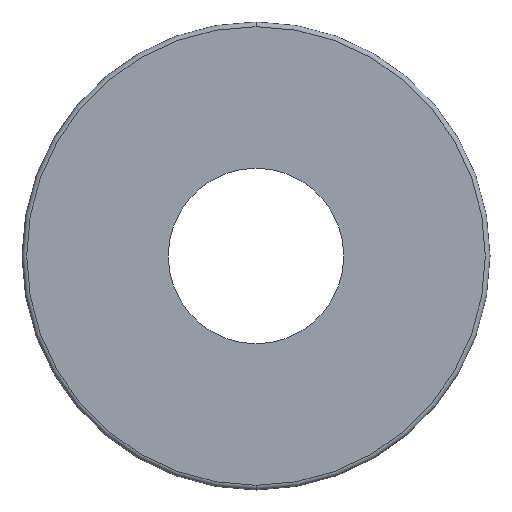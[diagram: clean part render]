
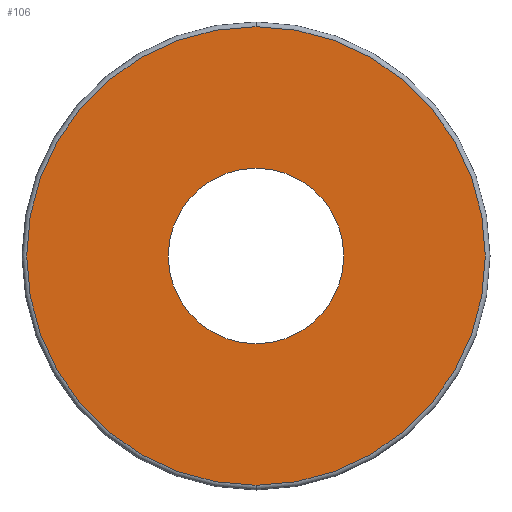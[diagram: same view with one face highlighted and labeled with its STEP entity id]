
A CAD part, front view. The second image highlights one B-rep face of the part: STEP entity #106.
In plain terms, the highlighted planar face has unit normal (0, -1, 0).
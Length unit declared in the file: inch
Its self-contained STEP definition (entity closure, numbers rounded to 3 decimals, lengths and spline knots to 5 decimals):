
#3 = AXIS2_PLACEMENT_3D ( 'NONE', #264, #233, #235 ) ;
#6 = DIRECTION ( 'NONE',  ( 0., -1., 0. ) ) ;
#22 = CARTESIAN_POINT ( 'NONE',  ( 0., 0.25769, -0.49 ) ) ;
#30 = DIRECTION ( 'NONE',  ( 0., 0., -1. ) ) ;
#31 = DIRECTION ( 'NONE',  ( 0., -1., 0. ) ) ;
#41 = CARTESIAN_POINT ( 'NONE',  ( 0., 0.25769, 0. ) ) ;
#55 = CARTESIAN_POINT ( 'NONE',  ( 0.1875, 0.25769, 0. ) ) ;
#73 = CARTESIAN_POINT ( 'NONE',  ( 0., 0.25769, 0. ) ) ;
#75 = CARTESIAN_POINT ( 'NONE',  ( 0., 0.25769, -0.1875 ) ) ;
#77 = CIRCLE ( 'NONE', #3, 0.49 ) ;
#79 = CARTESIAN_POINT ( 'NONE',  ( 0., 0.25769, 0.49 ) ) ;
#84 = PLANE ( 'NONE',  #144 ) ;
#94 = DIRECTION ( 'NONE',  ( 0., -1., 0. ) ) ;
#106 = ADVANCED_FACE ( 'NONE', ( #218, #212 ), #84, .T. ) ;
#117 = CARTESIAN_POINT ( 'NONE',  ( 0., 0.25769, 0.1875 ) ) ;
#126 = EDGE_CURVE ( 'NONE', #323, #293, #214, .T. ) ;
#135 = DIRECTION ( 'NONE',  ( 0., -1., 0. ) ) ;
#137 = VERTEX_POINT ( 'NONE', #117 ) ;
#139 = EDGE_CURVE ( 'NONE', #137, #183, #232, .T. ) ;
#144 = AXIS2_PLACEMENT_3D ( 'NONE', #55, #31, #30 ) ;
#160 = AXIS2_PLACEMENT_3D ( 'NONE', #205, #94, #305 ) ;
#182 = EDGE_CURVE ( 'NONE', #183, #137, #242, .T. ) ;
#183 = VERTEX_POINT ( 'NONE', #75 ) ;
#194 = AXIS2_PLACEMENT_3D ( 'NONE', #41, #135, #245 ) ;
#205 = CARTESIAN_POINT ( 'NONE',  ( 0., 0.25769, 0. ) ) ;
#212 = FACE_BOUND ( 'NONE', #288, .T. ) ;
#214 = CIRCLE ( 'NONE', #160, 0.49 ) ;
#218 = FACE_OUTER_BOUND ( 'NONE', #279, .T. ) ;
#221 = ORIENTED_EDGE ( 'NONE', *, *, #318, .T. ) ;
#232 = CIRCLE ( 'NONE', #194, 0.1875 ) ;
#233 = DIRECTION ( 'NONE',  ( 0., -1., 0. ) ) ;
#235 = DIRECTION ( 'NONE',  ( 0., 0., -1. ) ) ;
#242 = CIRCLE ( 'NONE', #282, 0.1875 ) ;
#245 = DIRECTION ( 'NONE',  ( 0., 0., -1. ) ) ;
#264 = CARTESIAN_POINT ( 'NONE',  ( 0., 0.25769, 0. ) ) ;
#275 = ORIENTED_EDGE ( 'NONE', *, *, #126, .T. ) ;
#279 = EDGE_LOOP ( 'NONE', ( #221, #275 ) ) ;
#282 = AXIS2_PLACEMENT_3D ( 'NONE', #73, #6, #317 ) ;
#284 = ORIENTED_EDGE ( 'NONE', *, *, #182, .F. ) ;
#288 = EDGE_LOOP ( 'NONE', ( #284, #307 ) ) ;
#293 = VERTEX_POINT ( 'NONE', #22 ) ;
#305 = DIRECTION ( 'NONE',  ( 0., 0., -1. ) ) ;
#307 = ORIENTED_EDGE ( 'NONE', *, *, #139, .F. ) ;
#317 = DIRECTION ( 'NONE',  ( 0., 0., -1. ) ) ;
#318 = EDGE_CURVE ( 'NONE', #293, #323, #77, .T. ) ;
#323 = VERTEX_POINT ( 'NONE', #79 ) ;
